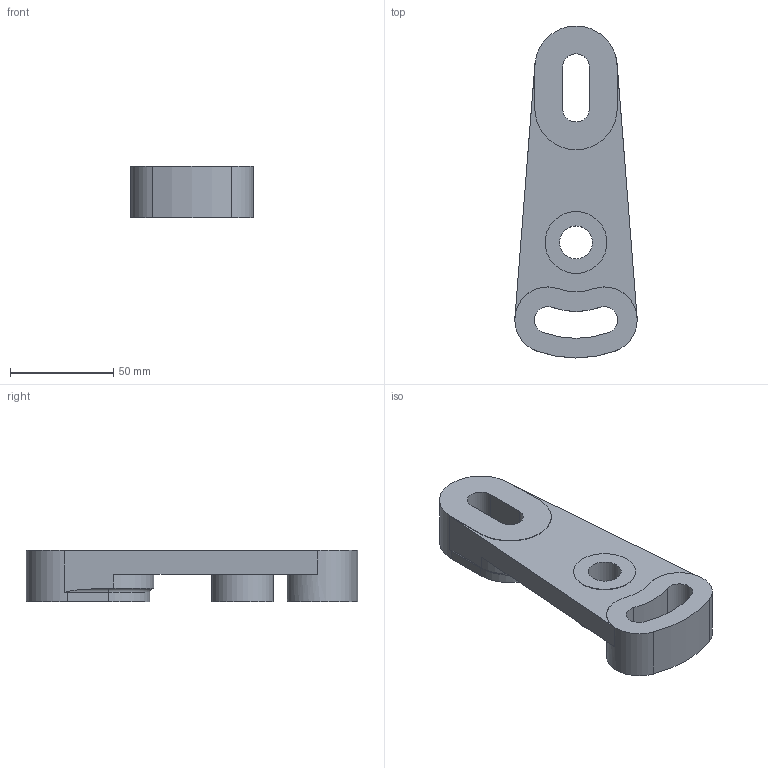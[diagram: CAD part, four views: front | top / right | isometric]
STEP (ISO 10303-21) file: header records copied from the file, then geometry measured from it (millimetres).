
FILE_DESCRIPTION(/* description */ ('Kettenspanner'),/* implementation_level */ '2;1');
FILE_NAME(/* name */ '3 c 751 modif mini.0002.stp',/* time_stamp */ '2022-08-30T13:36:31+02:00',/* author */ ('WRYCKEMB'),/* organization */ (''),/* preprocessor_version */ 'ST-DEVELOPER v18.1',/* originating_system */ 'Autodesk Inventor 2021',/* authorisation */ '');
FILE_SCHEMA (('AUTOMOTIVE_DESIGN { 1 0 10303 214 3 1 1 }'));
Length unit declared in the file: millimetre
Products named in the file (1): 3 c 751 modif mini
Bounding box: 59.36 x 161 x 25 mm (x, y, z)
Volume: 119623.4 mm3; surface area: 28963.8 mm2
Topology: 1 solids, 1 shells, 50 faces, 132 edges, 87 vertices
Faces by surface type: cylinder 26, plane 21, torus 3
Full cylindrical faces by diameter (mm): 16 x1, 30 x2
Entity records: 1640 total; most frequent: CARTESIAN_POINT 295, DIRECTION 291, ORIENTED_EDGE 264, EDGE_CURVE 132, AXIS2_PLACEMENT_3D 113, VERTEX_POINT 87, LINE 65, VECTOR 65
